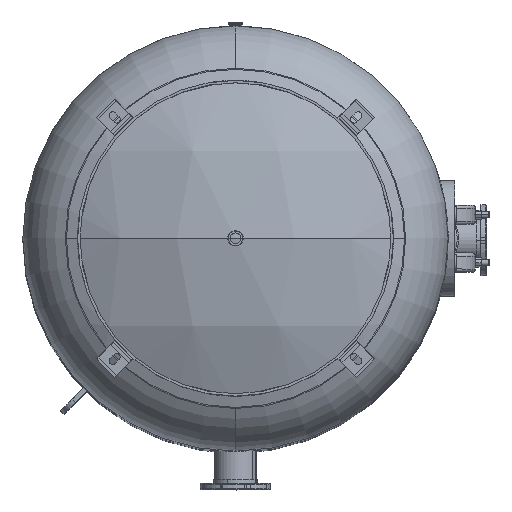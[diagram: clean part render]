
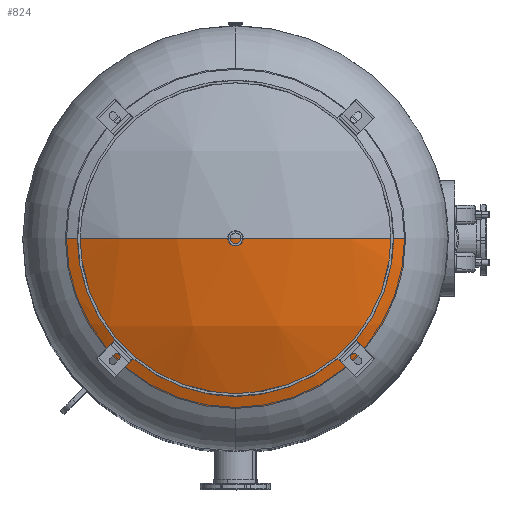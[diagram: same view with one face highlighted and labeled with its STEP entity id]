
A CAD part, top view. The second image highlights one B-rep face of the part: STEP entity #824.
In plain terms, the highlighted spherical face has radius 1508.76 mm.
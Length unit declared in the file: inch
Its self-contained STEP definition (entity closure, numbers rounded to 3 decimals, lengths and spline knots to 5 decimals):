
#271 = CARTESIAN_POINT ( 'NONE',  ( 26.4, 0., 106.6239 ) ) ;
#482 = DIRECTION ( 'NONE',  ( 0., 0., -1. ) ) ;
#498 = AXIS2_PLACEMENT_3D ( 'NONE', #9746, #18034, #24448 ) ;
#759 = AXIS2_PLACEMENT_3D ( 'NONE', #23860, #15133, #6939 ) ;
#824 = ADVANCED_FACE ( 'NONE', ( #10878 ), #17022, .T. ) ;
#966 = VERTEX_POINT ( 'NONE', #1277 ) ;
#1204 = CIRCLE ( 'NONE', #759, 59.4 ) ;
#1277 = CARTESIAN_POINT ( 'NONE',  ( -26.4, 0., 106.6239 ) ) ;
#1679 = ORIENTED_EDGE ( 'NONE', *, *, #11717, .F. ) ;
#3638 = AXIS2_PLACEMENT_3D ( 'NONE', #17142, #8844, #8440 ) ;
#4995 = AXIS2_PLACEMENT_3D ( 'NONE', #11292, #482, #25440 ) ;
#5997 = DIRECTION ( 'NONE',  ( 0., 0., -1. ) ) ;
#6394 = CARTESIAN_POINT ( 'NONE',  ( 0., 0., 106.6239 ) ) ;
#6939 = DIRECTION ( 'NONE',  ( 0., 0., -1. ) ) ;
#7087 = EDGE_LOOP ( 'NONE', ( #1679, #25896, #12859, #25818 ) ) ;
#8440 = DIRECTION ( 'NONE',  ( 1., 0., 0. ) ) ;
#8844 = DIRECTION ( 'NONE',  ( 0., -1., 0. ) ) ;
#9746 = CARTESIAN_POINT ( 'NONE',  ( 0., 0., 53.413 ) ) ;
#10848 = VERTEX_POINT ( 'NONE', #24300 ) ;
#10878 = FACE_OUTER_BOUND ( 'NONE', #7087, .T. ) ;
#11292 = CARTESIAN_POINT ( 'NONE',  ( 0., 0., 106.6239 ) ) ;
#11717 = EDGE_CURVE ( 'NONE', #15479, #11791, #16641, .T. ) ;
#11791 = VERTEX_POINT ( 'NONE', #271 ) ;
#12166 = EDGE_CURVE ( 'NONE', #15479, #966, #1204, .T. ) ;
#12859 = ORIENTED_EDGE ( 'NONE', *, *, #19687, .F. ) ;
#14521 = CARTESIAN_POINT ( 'NONE',  ( 0., 0., 112.813 ) ) ;
#15133 = DIRECTION ( 'NONE',  ( 0., -1., 0. ) ) ;
#15378 = AXIS2_PLACEMENT_3D ( 'NONE', #6394, #5997, #24797 ) ;
#15479 = VERTEX_POINT ( 'NONE', #14521 ) ;
#16641 = CIRCLE ( 'NONE', #498, 59.4 ) ;
#17022 = SPHERICAL_SURFACE ( 'NONE', #3638, 59.4 ) ;
#17142 = CARTESIAN_POINT ( 'NONE',  ( 0., 0., 53.413 ) ) ;
#18034 = DIRECTION ( 'NONE',  ( 0., 1., 0. ) ) ;
#19687 = EDGE_CURVE ( 'NONE', #10848, #966, #20584, .T. ) ;
#20584 = CIRCLE ( 'NONE', #15378, 26.4 ) ;
#21335 = EDGE_CURVE ( 'NONE', #11791, #10848, #24134, .T. ) ;
#23860 = CARTESIAN_POINT ( 'NONE',  ( 0., 0., 53.413 ) ) ;
#24134 = CIRCLE ( 'NONE', #4995, 26.4 ) ;
#24300 = CARTESIAN_POINT ( 'NONE',  ( 0., -26.4, 106.6239 ) ) ;
#24448 = DIRECTION ( 'NONE',  ( 0., 0., 1. ) ) ;
#24797 = DIRECTION ( 'NONE',  ( 0., 1., 0. ) ) ;
#25440 = DIRECTION ( 'NONE',  ( 0., 1., 0. ) ) ;
#25818 = ORIENTED_EDGE ( 'NONE', *, *, #21335, .F. ) ;
#25896 = ORIENTED_EDGE ( 'NONE', *, *, #12166, .T. ) ;
